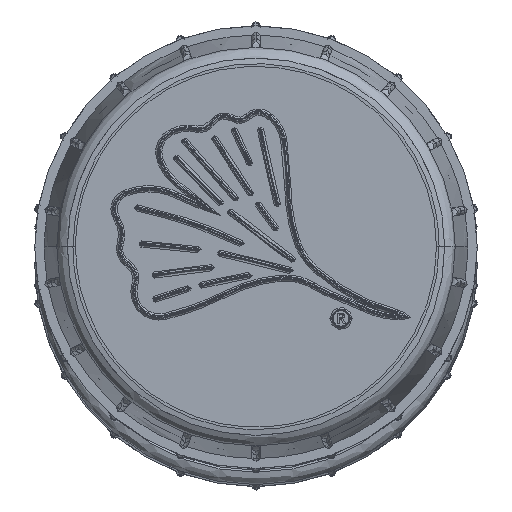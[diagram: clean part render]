
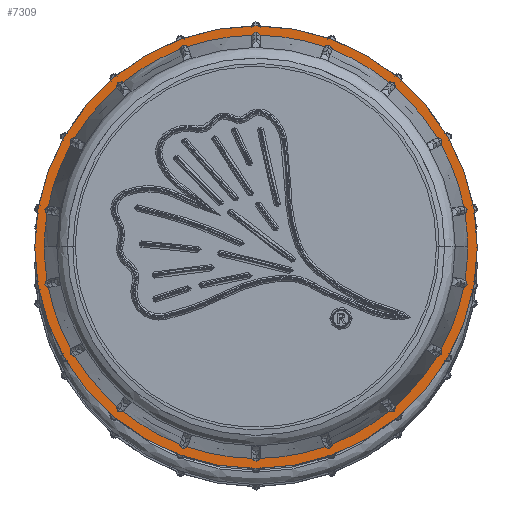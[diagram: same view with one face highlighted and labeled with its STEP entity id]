
A CAD part, top view. The second image highlights one B-rep face of the part: STEP entity #7309.
In plain terms, the highlighted planar face has unit normal (0, 0, 1).
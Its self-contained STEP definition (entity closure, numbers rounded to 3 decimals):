
#2210 = AXIS2_PLACEMENT_3D ( 'NONE', #21676, #46977, #18329 ) ;
#3810 = CARTESIAN_POINT ( 'NONE',  ( 0., 0., 629.75 ) ) ;
#4033 = ORIENTED_EDGE ( 'NONE', *, *, #25865, .T. ) ;
#6939 = CARTESIAN_POINT ( 'NONE',  ( 0., 0., 629.75 ) ) ;
#7309 = ADVANCED_FACE ( 'NONE', ( #34312, #22972 ), #7775, .T. ) ;
#7775 = PLANE ( 'NONE',  #12501 ) ;
#8431 = VERTEX_POINT ( 'NONE', #10185 ) ;
#9117 = EDGE_CURVE ( 'NONE', #46154, #11327, #26884, .T. ) ;
#10185 = CARTESIAN_POINT ( 'NONE',  ( 25., 0., 629.75 ) ) ;
#11327 = VERTEX_POINT ( 'NONE', #25557 ) ;
#12501 = AXIS2_PLACEMENT_3D ( 'NONE', #33153, #25859, #22072 ) ;
#12983 = CARTESIAN_POINT ( 'NONE',  ( 0., 0., 629.75 ) ) ;
#14691 = ORIENTED_EDGE ( 'NONE', *, *, #9117, .F. ) ;
#16610 = EDGE_LOOP ( 'NONE', ( #19176, #4033 ) ) ;
#18219 = DIRECTION ( 'NONE',  ( -1., 0., 0. ) ) ;
#18329 = DIRECTION ( 'NONE',  ( -1., 0., 0. ) ) ;
#19176 = ORIENTED_EDGE ( 'NONE', *, *, #21843, .T. ) ;
#19571 = AXIS2_PLACEMENT_3D ( 'NONE', #3810, #36599, #18219 ) ;
#21676 = CARTESIAN_POINT ( 'NONE',  ( 0., 0., 629.75 ) ) ;
#21843 = EDGE_CURVE ( 'NONE', #36972, #8431, #42439, .T. ) ;
#22072 = DIRECTION ( 'NONE',  ( 1., 0., 0. ) ) ;
#22972 = FACE_BOUND ( 'NONE', #16610, .T. ) ;
#23965 = DIRECTION ( 'NONE',  ( 0., 0., -1. ) ) ;
#25557 = CARTESIAN_POINT ( 'NONE',  ( -26.977, 0., 629.75 ) ) ;
#25859 = DIRECTION ( 'NONE',  ( 0., 0., 1. ) ) ;
#25865 = EDGE_CURVE ( 'NONE', #8431, #36972, #38321, .T. ) ;
#26884 = CIRCLE ( 'NONE', #19571, 26.977 ) ;
#29242 = EDGE_CURVE ( 'NONE', #11327, #46154, #32490, .T. ) ;
#32490 = CIRCLE ( 'NONE', #40306, 26.977 ) ;
#33153 = CARTESIAN_POINT ( 'NONE',  ( 0., 0., 629.75 ) ) ;
#33868 = CARTESIAN_POINT ( 'NONE',  ( 26.977, 0., 629.75 ) ) ;
#34312 = FACE_OUTER_BOUND ( 'NONE', #40179, .T. ) ;
#34909 = DIRECTION ( 'NONE',  ( -1., 0., 0. ) ) ;
#36378 = CARTESIAN_POINT ( 'NONE',  ( -25., 0., 629.75 ) ) ;
#36599 = DIRECTION ( 'NONE',  ( 0., 0., -1. ) ) ;
#36972 = VERTEX_POINT ( 'NONE', #36378 ) ;
#38321 = CIRCLE ( 'NONE', #2210, 25. ) ;
#38626 = AXIS2_PLACEMENT_3D ( 'NONE', #6939, #39556, #43332 ) ;
#39556 = DIRECTION ( 'NONE',  ( 0., 0., -1. ) ) ;
#40179 = EDGE_LOOP ( 'NONE', ( #42870, #14691 ) ) ;
#40306 = AXIS2_PLACEMENT_3D ( 'NONE', #12983, #23965, #34909 ) ;
#42439 = CIRCLE ( 'NONE', #38626, 25. ) ;
#42870 = ORIENTED_EDGE ( 'NONE', *, *, #29242, .F. ) ;
#43332 = DIRECTION ( 'NONE',  ( -1., 0., 0. ) ) ;
#46154 = VERTEX_POINT ( 'NONE', #33868 ) ;
#46977 = DIRECTION ( 'NONE',  ( 0., 0., -1. ) ) ;
